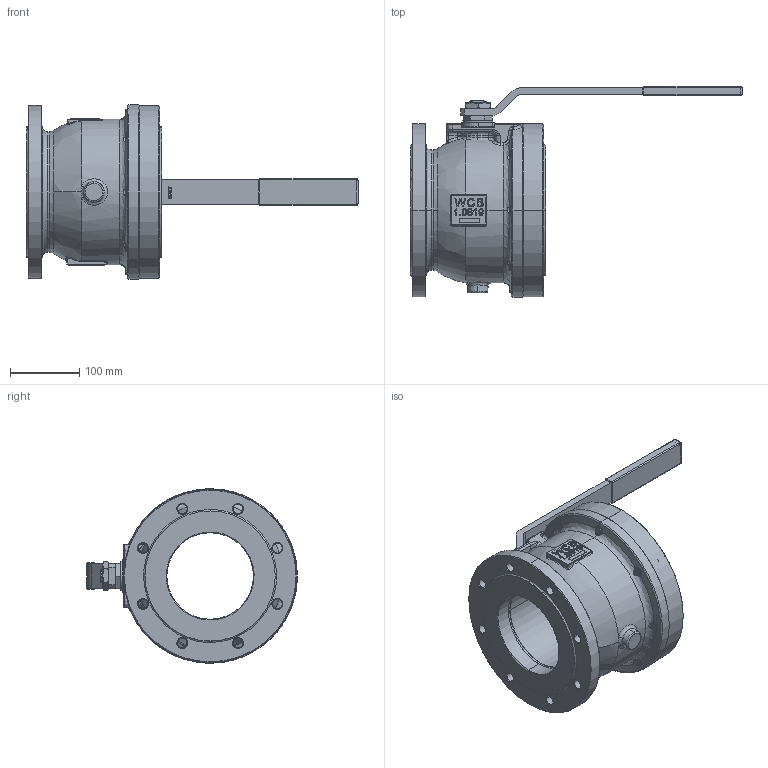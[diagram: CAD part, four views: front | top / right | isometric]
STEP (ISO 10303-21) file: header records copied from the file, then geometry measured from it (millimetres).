
FILE_DESCRIPTION (( 'STEP AP203' ), '1' );
FILE_NAME ('72200019_ultimo.STEP', '2010-10-05T12:23:37', ( 'valpress' ), ( 'idem' ), 'SwSTEP 2.0', 'SolidWorks 2008', '' );
FILE_SCHEMA (( 'CONFIG_CONTROL_DESIGN' ));
Products named in the file (1): 72200019_ultimo
Bounding box: 479.5 x 304.5 x 252 mm (x, y, z)
Volume: 5274075.9 mm3; surface area: 421599.8 mm2
Topology: 1 solids, 10 shells, 1124 faces, 2825 edges, 1746 vertices
Faces by surface type: plane 386, bspline 294, cylinder 262, cone 172, torus 10
Entity records: 55715 total; most frequent: CARTESIAN_POINT 31080, ORIENTED_EDGE 5558, DIRECTION 4400, EDGE_CURVE 2779, VERTEX_POINT 1746, AXIS2_PLACEMENT_3D 1580, VECTOR 1240, LINE 1240
